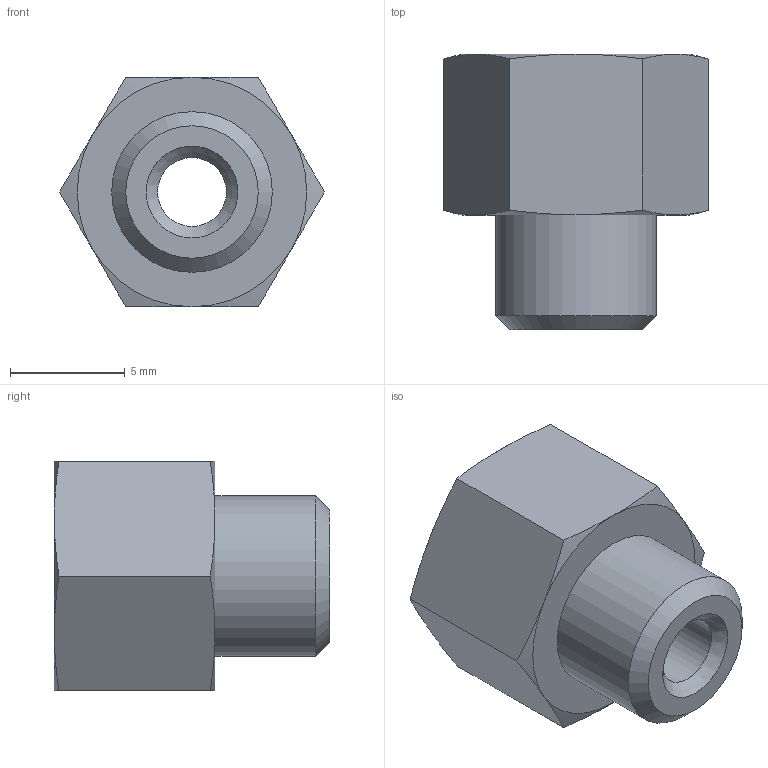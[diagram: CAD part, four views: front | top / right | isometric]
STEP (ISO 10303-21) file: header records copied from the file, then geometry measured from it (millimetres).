
FILE_DESCRIPTION(/* description */ ('STEP AP214'),/* implementation_level */ '2;1');
FILE_NAME(/* name */ '8069228_NPFC-R-M7-M5-MF',/* time_stamp */ '2024-09-13T00:20:07+02:00',/* author */ ('License CC BY-ND 4.0'),/* organization */ ('CADENAS'),/* preprocessor_version */ 'ST-DEVELOPER v19.3',/* originating_system */ 'PARTsolutions',/* authorisation */ ' ');
FILE_SCHEMA (('AUTOMOTIVE_DESIGN {1 0 10303 214 3 1 1}'));
Length unit declared in the file: millimetre
Products named in the file (1): 8069228 NPFC-R-M7-M5-MF
Bounding box: 11.55 x 12 x 10 mm (x, y, z)
Volume: 676 mm3; surface area: 619.7 mm2
Topology: 1 solids, 1 shells, 28 faces, 58 edges, 33 vertices
Faces by surface type: cone 16, plane 9, cylinder 3
Full cylindrical faces by diameter (mm): 3 x1, 4.134 x1, 7 x1
Entity records: 750 total; most frequent: CARTESIAN_POINT 185, DIRECTION 106, ORIENTED_EDGE 102, EDGE_CURVE 51, AXIS2_PLACEMENT_3D 50, EDGE_LOOP 38, FACE_BOUND 38, VERTEX_POINT 33
